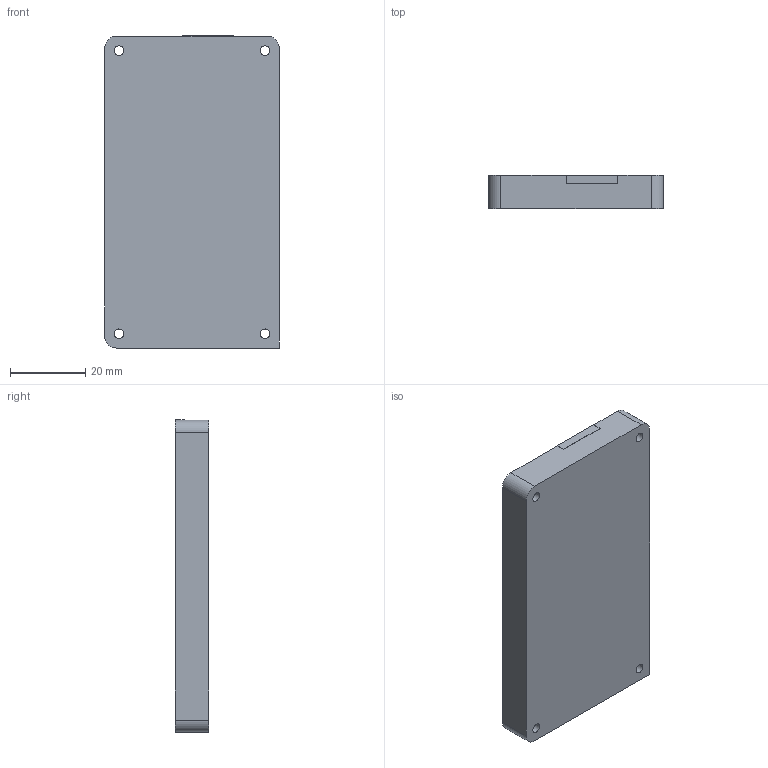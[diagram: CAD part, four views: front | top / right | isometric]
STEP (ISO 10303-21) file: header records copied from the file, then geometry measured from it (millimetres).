
FILE_DESCRIPTION(/* description */ (''),/* implementation_level */ '2;1');
FILE_NAME(/* name */ 'Army Vent PEEP 02 MACHINABLE REV A v3.step',/* time_stamp */ '2020-04-04T09:00:47-07:00',/* author */ (''),/* organization */ (''),/* preprocessor_version */ 'ST-DEVELOPER v18',/* originating_system */ 'Autodesk Translation Framework v8.12.0.6',/* authorisation */ '');
FILE_SCHEMA (('AUTOMOTIVE_DESIGN { 1 0 10303 214 3 1 1 }'));
Length unit declared in the file: inch
Products named in the file (2): Army Vent PEEP 02 MACHINABLE REV A; Army Vent PEEP 02 MACHINABLE v1
Assembly tree (1 placements, depth 2):
  Army Vent PEEP 02 MACHINABLE REV A
    Army Vent PEEP 02 MACHINABLE v1
Bounding box: 46.5 x 8.89 x 83.08 mm (x, y, z)
Volume: 31491.3 mm3; surface area: 11254.8 mm2
Topology: 1 solids, 1 shells, 70 faces, 202 edges, 130 vertices
Faces by surface type: plane 42, cylinder 28
Full cylindrical faces by diameter (mm): 2.527 x4, 2.705 x2
Entity records: 2401 total; most frequent: CARTESIAN_POINT 432, DIRECTION 406, ORIENTED_EDGE 404, EDGE_CURVE 202, LINE 136, VECTOR 136, AXIS2_PLACEMENT_3D 135, VERTEX_POINT 130
